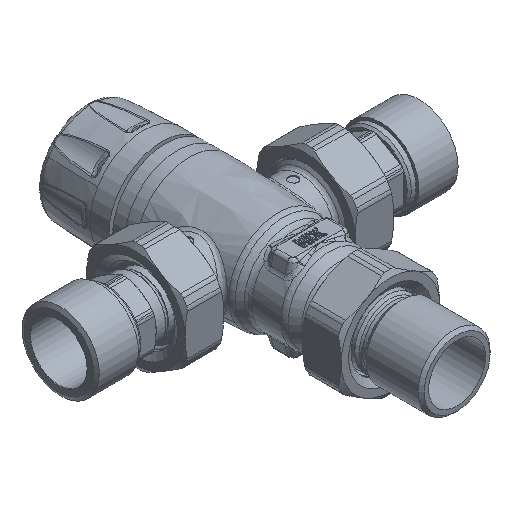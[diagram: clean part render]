
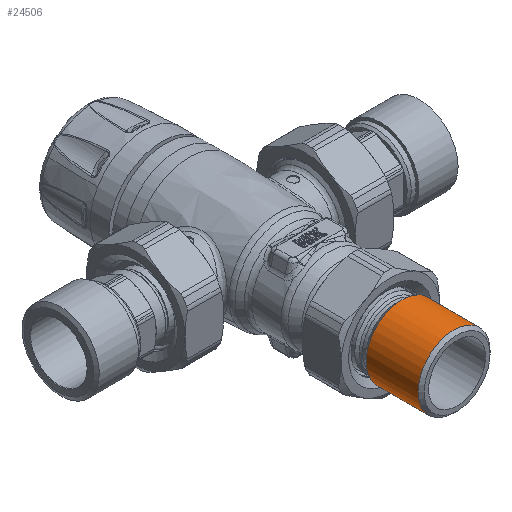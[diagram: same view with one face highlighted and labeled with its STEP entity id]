
A CAD part, isometric view. The second image highlights one B-rep face of the part: STEP entity #24506.
In plain terms, the highlighted cylindrical face has radius 15.24 mm (diameter 30.48 mm), a full revolution.
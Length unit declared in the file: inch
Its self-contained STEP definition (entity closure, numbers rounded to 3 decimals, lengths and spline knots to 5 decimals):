
#2759=FACE_OUTER_BOUND('',#4323,.T.);
#4323=EDGE_LOOP('',(#19528,#19529,#19530,#19531,#19532,#19533));
#5696=CIRCLE('',#26763,0.6);
#5697=CIRCLE('',#26764,0.6);
#5698=CIRCLE('',#26766,0.6);
#5699=CIRCLE('',#26767,0.6);
#6833=LINE('',#79912,#7799);
#7799=VECTOR('',#31923,0.6);
#10250=VERTEX_POINT('',#79905);
#10251=VERTEX_POINT('',#79907);
#10252=VERTEX_POINT('',#79911);
#10253=VERTEX_POINT('',#79913);
#13418=EDGE_CURVE('',#10250,#10251,#5696,.T.);
#13419=EDGE_CURVE('',#10251,#10250,#5697,.T.);
#13420=EDGE_CURVE('',#10251,#10252,#6833,.T.);
#13421=EDGE_CURVE('',#10252,#10253,#5698,.T.);
#13422=EDGE_CURVE('',#10253,#10252,#5699,.T.);
#19528=ORIENTED_EDGE('',*,*,#13418,.F.);
#19529=ORIENTED_EDGE('',*,*,#13419,.F.);
#19530=ORIENTED_EDGE('',*,*,#13420,.T.);
#19531=ORIENTED_EDGE('',*,*,#13421,.T.);
#19532=ORIENTED_EDGE('',*,*,#13422,.T.);
#19533=ORIENTED_EDGE('',*,*,#13420,.F.);
#21710=CYLINDRICAL_SURFACE('',#26765,0.6);
#24506=ADVANCED_FACE('',(#2759),#21710,.T.);
#26763=AXIS2_PLACEMENT_3D('',#79908,#31917,#31918);
#26764=AXIS2_PLACEMENT_3D('',#79909,#31919,#31920);
#26765=AXIS2_PLACEMENT_3D('',#79910,#31921,#31922);
#26766=AXIS2_PLACEMENT_3D('',#79914,#31924,#31925);
#26767=AXIS2_PLACEMENT_3D('',#79915,#31926,#31927);
#31917=DIRECTION('center_axis',(0.,-1.,0.));
#31918=DIRECTION('ref_axis',(-1.,0.,0.));
#31919=DIRECTION('center_axis',(0.,-1.,0.));
#31920=DIRECTION('ref_axis',(-1.,0.,0.));
#31921=DIRECTION('center_axis',(0.,-1.,0.));
#31922=DIRECTION('ref_axis',(1.,0.,0.));
#31923=DIRECTION('',(0.,1.,0.));
#31924=DIRECTION('center_axis',(0.,-1.,0.));
#31925=DIRECTION('ref_axis',(1.,0.,0.));
#31926=DIRECTION('center_axis',(0.,-1.,0.));
#31927=DIRECTION('ref_axis',(1.,0.,0.));
#79905=CARTESIAN_POINT('',(0.6,-3.57472,0.));
#79907=CARTESIAN_POINT('',(-0.6,-3.57472,0.));
#79908=CARTESIAN_POINT('Origin',(0.,-3.57472,0.));
#79909=CARTESIAN_POINT('Origin',(0.,-3.57472,0.));
#79910=CARTESIAN_POINT('Origin',(0.,-2.70472,0.));
#79911=CARTESIAN_POINT('',(-0.6,-2.70472,0.));
#79912=CARTESIAN_POINT('',(-0.6,-2.70472,0.));
#79913=CARTESIAN_POINT('',(0.6,-2.70472,0.));
#79914=CARTESIAN_POINT('Origin',(0.,-2.70472,0.));
#79915=CARTESIAN_POINT('Origin',(0.,-2.70472,0.));
